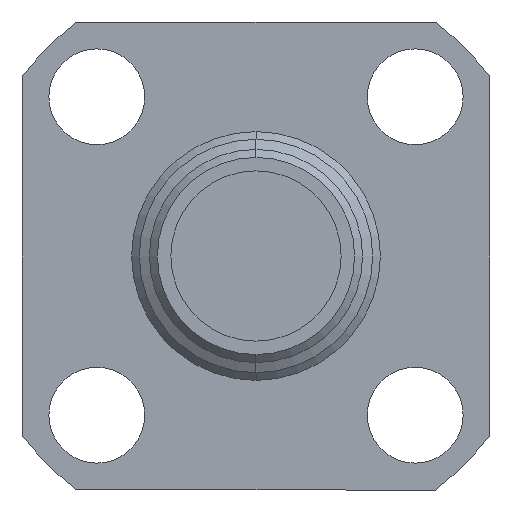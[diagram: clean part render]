
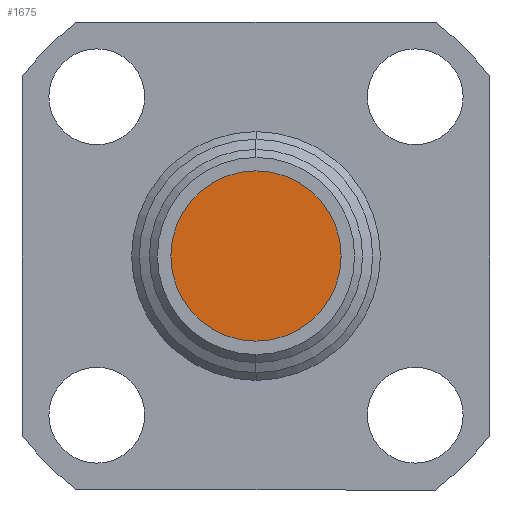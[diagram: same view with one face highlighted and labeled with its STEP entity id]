
A CAD part, left-side view. The second image highlights one B-rep face of the part: STEP entity #1675.
In plain terms, the highlighted planar face has unit normal (-1, 0, 0).
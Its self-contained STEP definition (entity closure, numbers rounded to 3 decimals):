
#119 = EDGE_LOOP ( 'NONE', ( #2421, #1750 ) ) ;
#199 = CARTESIAN_POINT ( 'NONE',  ( 0., 0., 2.45 ) ) ;
#224 = CIRCLE ( 'NONE', #2234, 2.45 ) ;
#262 = DIRECTION ( 'NONE',  ( 0., 0., 1. ) ) ;
#317 = PLANE ( 'NONE',  #2412 ) ;
#554 = CARTESIAN_POINT ( 'NONE',  ( 0., 0., 0. ) ) ;
#624 = VERTEX_POINT ( 'NONE', #1197 ) ;
#729 = DIRECTION ( 'NONE',  ( 0., 0., -1. ) ) ;
#753 = CIRCLE ( 'NONE', #1254, 2.45 ) ;
#782 = DIRECTION ( 'NONE',  ( -1., 0., 0. ) ) ;
#928 = CARTESIAN_POINT ( 'NONE',  ( 0., 2.45, 0. ) ) ;
#1113 = EDGE_CURVE ( 'NONE', #624, #1968, #753, .T. ) ;
#1197 = CARTESIAN_POINT ( 'NONE',  ( 0., 0., -2.45 ) ) ;
#1254 = AXIS2_PLACEMENT_3D ( 'NONE', #2419, #1563, #262 ) ;
#1393 = EDGE_CURVE ( 'NONE', #1968, #624, #224, .T. ) ;
#1563 = DIRECTION ( 'NONE',  ( -1., 0., 0. ) ) ;
#1675 = ADVANCED_FACE ( 'NONE', ( #2475 ), #317, .F. ) ;
#1750 = ORIENTED_EDGE ( 'NONE', *, *, #1113, .T. ) ;
#1815 = DIRECTION ( 'NONE',  ( 1., 0., 0. ) ) ;
#1968 = VERTEX_POINT ( 'NONE', #199 ) ;
#2234 = AXIS2_PLACEMENT_3D ( 'NONE', #554, #782, #2572 ) ;
#2412 = AXIS2_PLACEMENT_3D ( 'NONE', #928, #1815, #729 ) ;
#2419 = CARTESIAN_POINT ( 'NONE',  ( 0., 0., 0. ) ) ;
#2421 = ORIENTED_EDGE ( 'NONE', *, *, #1393, .T. ) ;
#2475 = FACE_OUTER_BOUND ( 'NONE', #119, .T. ) ;
#2572 = DIRECTION ( 'NONE',  ( 0., 0., 1. ) ) ;
